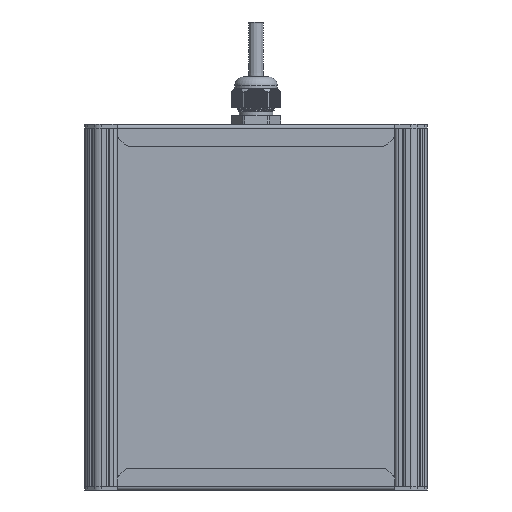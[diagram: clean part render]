
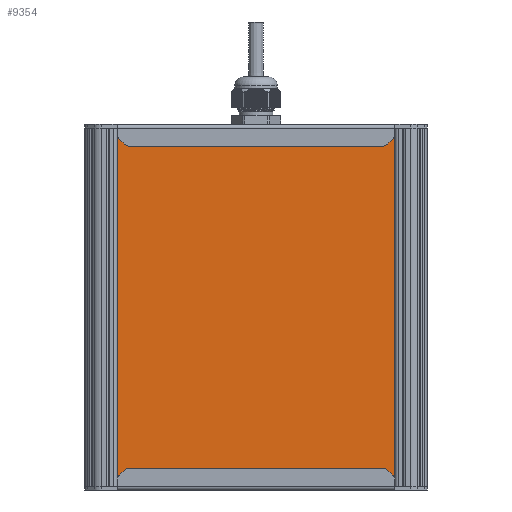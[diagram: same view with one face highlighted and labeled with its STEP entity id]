
A CAD part, front view. The second image highlights one B-rep face of the part: STEP entity #9354.
In plain terms, the highlighted face is planar.
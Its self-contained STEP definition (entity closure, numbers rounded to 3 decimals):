
#9354=ADVANCED_FACE('',(#23205),#23207,.T.);
#23205=FACE_BOUND('',#23206,.T.);
#23206=EDGE_LOOP('',(#53180,#53181,#53182,#53183));
#23207=PLANE('',#23208);
#23208=AXIS2_PLACEMENT_3D('',#23209,#23210,#23211);
#23209=CARTESIAN_POINT('',(2111.497,401.002,-34.582));
#23210=DIRECTION('',(0.,0.,-1.));
#23211=DIRECTION('',(0.,1.,0.));
#53180=ORIENTED_EDGE('',*,*,#61933,.T.);
#53181=ORIENTED_EDGE('',*,*,#61932,.F.);
#53182=ORIENTED_EDGE('',*,*,#61934,.F.);
#53183=ORIENTED_EDGE('',*,*,#61935,.T.);
#61932=EDGE_CURVE('',#68608,#68606,#68610,.T.);
#61933=EDGE_CURVE('',#68611,#68606,#68612,.T.);
#61934=EDGE_CURVE('',#68613,#68608,#68614,.T.);
#61935=EDGE_CURVE('',#68613,#68611,#68615,.T.);
#68606=VERTEX_POINT('',#88138);
#68608=VERTEX_POINT('',#88142);
#68610=LINE('',#88146,#88147);
#68611=VERTEX_POINT('',#88149);
#68612=LINE('',#88150,#88151);
#68613=VERTEX_POINT('',#88153);
#68614=LINE('',#88154,#88155);
#68615=LINE('',#88157,#88158);
#88138=CARTESIAN_POINT('',(2307.497,401.002,-34.582));
#88142=CARTESIAN_POINT('',(2111.497,401.002,-34.582));
#88146=CARTESIAN_POINT('',(2111.497,401.002,-34.582));
#88147=VECTOR('',#88148,1.);
#88148=DIRECTION('',(1.,0.,0.));
#88149=CARTESIAN_POINT('',(2307.497,565.13,-34.582));
#88150=CARTESIAN_POINT('',(2307.497,565.13,-34.582));
#88151=VECTOR('',#88152,1.);
#88152=DIRECTION('',(0.,-1.,0.));
#88153=CARTESIAN_POINT('',(2111.497,565.13,-34.582));
#88154=CARTESIAN_POINT('',(2111.497,565.13,-34.582));
#88155=VECTOR('',#88156,1.);
#88156=DIRECTION('',(0.,-1.,0.));
#88157=CARTESIAN_POINT('',(2111.497,565.13,-34.582));
#88158=VECTOR('',#88159,1.);
#88159=DIRECTION('',(1.,0.,0.));
